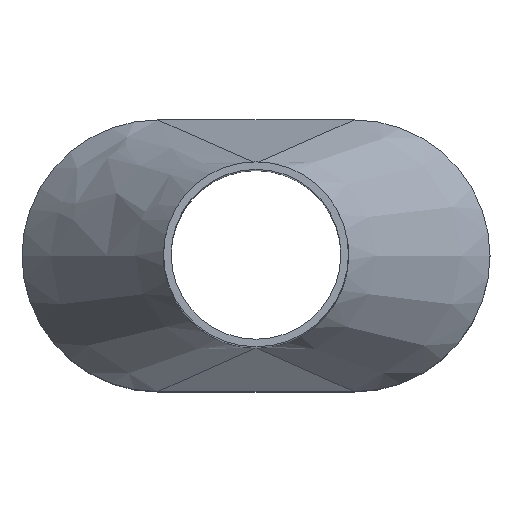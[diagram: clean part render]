
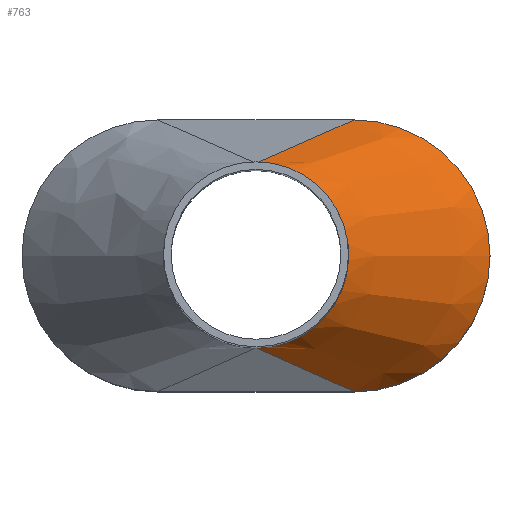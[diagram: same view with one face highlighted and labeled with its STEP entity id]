
A CAD part, top view. The second image highlights one B-rep face of the part: STEP entity #763.
In plain terms, the highlighted free-form (B-spline) face has degree [5, 5] with [6, 9] control points.
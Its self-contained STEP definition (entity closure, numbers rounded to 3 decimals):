
#222=AXIS2_PLACEMENT_3D('Circle Axis2P3D',#220,#221,$) ;
#217=CARTESIAN_POINT('Vertex',(8.8,7.2,6.6)) ;
#220=CARTESIAN_POINT('Axis2P3D Location',(8.8,3.6,6.6)) ;
#224=CARTESIAN_POINT('Vertex',(8.8,0.,6.6)) ;
#567=CARTESIAN_POINT('Vertex',(6.205,6.05,11.)) ;
#570=CARTESIAN_POINT('Line Origine',(7.503,6.625,8.8)) ;
#591=CARTESIAN_POINT('Vertex',(6.205,1.15,11.)) ;
#595=CARTESIAN_POINT('Control Point',(6.205,1.15,11.)) ;
#596=CARTESIAN_POINT('Control Point',(6.515,1.15,11.)) ;
#597=CARTESIAN_POINT('Control Point',(6.824,1.199,11.)) ;
#598=CARTESIAN_POINT('Control Point',(7.124,1.297,11.)) ;
#599=CARTESIAN_POINT('Control Point',(7.682,1.584,11.)) ;
#600=CARTESIAN_POINT('Control Point',(8.124,2.029,11.)) ;
#601=CARTESIAN_POINT('Control Point',(8.308,2.286,11.)) ;
#602=CARTESIAN_POINT('Control Point',(8.588,2.847,11.)) ;
#603=CARTESIAN_POINT('Control Point',(8.681,3.468,11.)) ;
#604=CARTESIAN_POINT('Control Point',(8.678,3.784,11.)) ;
#605=CARTESIAN_POINT('Control Point',(8.572,4.402,11.)) ;
#606=CARTESIAN_POINT('Control Point',(8.28,4.958,11.)) ;
#607=CARTESIAN_POINT('Control Point',(8.091,5.21,11.)) ;
#608=CARTESIAN_POINT('Control Point',(7.647,5.639,11.)) ;
#609=CARTESIAN_POINT('Control Point',(7.094,5.913,11.)) ;
#610=CARTESIAN_POINT('Control Point',(6.804,6.004,11.)) ;
#611=CARTESIAN_POINT('Control Point',(6.505,6.05,11.)) ;
#612=CARTESIAN_POINT('Control Point',(6.205,6.05,11.)) ;
#690=CARTESIAN_POINT('Line Origine',(7.503,0.575,8.8)) ;
#703=CARTESIAN_POINT('Control Point',(6.205,1.15,11.)) ;
#704=CARTESIAN_POINT('Control Point',(6.975,1.15,11.)) ;
#705=CARTESIAN_POINT('Control Point',(7.745,1.451,11.)) ;
#706=CARTESIAN_POINT('Control Point',(8.354,2.061,11.)) ;
#707=CARTESIAN_POINT('Control Point',(8.956,3.6,11.)) ;
#708=CARTESIAN_POINT('Control Point',(8.354,5.139,11.)) ;
#709=CARTESIAN_POINT('Control Point',(7.745,5.749,11.)) ;
#710=CARTESIAN_POINT('Control Point',(6.975,6.05,11.)) ;
#711=CARTESIAN_POINT('Control Point',(6.205,6.05,11.)) ;
#712=CARTESIAN_POINT('Control Point',(6.724,0.92,10.12)) ;
#713=CARTESIAN_POINT('Control Point',(7.566,0.92,10.12)) ;
#714=CARTESIAN_POINT('Control Point',(8.409,1.25,10.12)) ;
#715=CARTESIAN_POINT('Control Point',(9.074,1.916,10.12)) ;
#716=CARTESIAN_POINT('Control Point',(9.734,3.6,10.12)) ;
#717=CARTESIAN_POINT('Control Point',(9.074,5.284,10.12)) ;
#718=CARTESIAN_POINT('Control Point',(8.409,5.95,10.12)) ;
#719=CARTESIAN_POINT('Control Point',(7.566,6.28,10.12)) ;
#720=CARTESIAN_POINT('Control Point',(6.724,6.28,10.12)) ;
#721=CARTESIAN_POINT('Control Point',(7.243,0.69,9.24)) ;
#722=CARTESIAN_POINT('Control Point',(8.157,0.69,9.24)) ;
#723=CARTESIAN_POINT('Control Point',(9.072,1.048,9.24)) ;
#724=CARTESIAN_POINT('Control Point',(9.795,1.772,9.24)) ;
#725=CARTESIAN_POINT('Control Point',(10.511,3.6,9.24)) ;
#726=CARTESIAN_POINT('Control Point',(9.795,5.428,9.24)) ;
#727=CARTESIAN_POINT('Control Point',(9.072,6.152,9.24)) ;
#728=CARTESIAN_POINT('Control Point',(8.157,6.51,9.24)) ;
#729=CARTESIAN_POINT('Control Point',(7.243,6.51,9.24)) ;
#730=CARTESIAN_POINT('Control Point',(7.762,0.46,8.36)) ;
#731=CARTESIAN_POINT('Control Point',(8.748,0.46,8.36)) ;
#732=CARTESIAN_POINT('Control Point',(9.736,0.846,8.36)) ;
#733=CARTESIAN_POINT('Control Point',(10.516,1.627,8.36)) ;
#734=CARTESIAN_POINT('Control Point',(11.288,3.6,8.36)) ;
#735=CARTESIAN_POINT('Control Point',(10.516,5.573,8.36)) ;
#736=CARTESIAN_POINT('Control Point',(9.736,6.354,8.36)) ;
#737=CARTESIAN_POINT('Control Point',(8.748,6.74,8.36)) ;
#738=CARTESIAN_POINT('Control Point',(7.762,6.74,8.36)) ;
#739=CARTESIAN_POINT('Control Point',(8.281,0.23,7.48)) ;
#740=CARTESIAN_POINT('Control Point',(9.34,0.23,7.48)) ;
#741=CARTESIAN_POINT('Control Point',(10.399,0.645,7.48)) ;
#742=CARTESIAN_POINT('Control Point',(11.236,1.483,7.48)) ;
#743=CARTESIAN_POINT('Control Point',(12.066,3.6,7.48)) ;
#744=CARTESIAN_POINT('Control Point',(11.236,5.717,7.48)) ;
#745=CARTESIAN_POINT('Control Point',(10.399,6.555,7.48)) ;
#746=CARTESIAN_POINT('Control Point',(9.34,6.97,7.48)) ;
#747=CARTESIAN_POINT('Control Point',(8.281,6.97,7.48)) ;
#748=CARTESIAN_POINT('Control Point',(8.8,0.,6.6)) ;
#749=CARTESIAN_POINT('Control Point',(9.931,0.,6.6)) ;
#750=CARTESIAN_POINT('Control Point',(11.063,0.443,6.6)) ;
#751=CARTESIAN_POINT('Control Point',(11.957,1.338,6.6)) ;
#752=CARTESIAN_POINT('Control Point',(12.843,3.6,6.6)) ;
#753=CARTESIAN_POINT('Control Point',(11.957,5.862,6.6)) ;
#754=CARTESIAN_POINT('Control Point',(11.063,6.757,6.6)) ;
#755=CARTESIAN_POINT('Control Point',(9.931,7.2,6.6)) ;
#756=CARTESIAN_POINT('Control Point',(8.8,7.2,6.6)) ;
#221=DIRECTION('Axis2P3D Direction',(0.,-0.,1.)) ;
#571=DIRECTION('Vector Direction',(0.496,0.22,-0.84)) ;
#691=DIRECTION('Vector Direction',(0.496,-0.22,-0.84)) ;
#572=VECTOR('Line Direction',#571,1.) ;
#692=VECTOR('Line Direction',#691,1.) ;
#758=ORIENTED_EDGE('',*,*,#226,.T.) ;
#759=ORIENTED_EDGE('',*,*,#574,.F.) ;
#760=ORIENTED_EDGE('',*,*,#613,.F.) ;
#761=ORIENTED_EDGE('',*,*,#694,.T.) ;
#763=ADVANCED_FACE('S3D-Kragen',(#762),#702,.T.) ;
#594=B_SPLINE_CURVE_WITH_KNOTS('',5,(#595,#596,#597,#598,#599,#600,#601,#602,#603,#604,#605,#606,#607,#608,#609,#610,#611,#612),.UNSPECIFIED.,.F.,.U.,(6,3,3,3,3,6),(0.,2.19,4.382,6.573,8.765,10.883),.UNSPECIFIED.) ;
#702=B_SPLINE_SURFACE_WITH_KNOTS('',5,5,((#703,#704,#705,#706,#707,#708,#709,#710,#711),(#712,#713,#714,#715,#716,#717,#718,#719,#720),(#721,#722,#723,#724,#725,#726,#727,#728,#729),(#730,#731,#732,#733,#734,#735,#736,#737,#738),(#739,#740,#741,#742,#743,#744,#745,#746,#747),(#748,#749,#750,#751,#752,#753,#754,#755,#756)),.UNSPECIFIED.,.F.,.F.,.U.,(6,6),(6,3,6),(0.,5.49),(7.697,11.545,15.394),.UNSPECIFIED.) ;
#223=CIRCLE('generated circle',#222,3.6) ;
#226=EDGE_CURVE('',#225,#218,#223,.T.) ;
#574=EDGE_CURVE('',#568,#218,#573,.T.) ;
#613=EDGE_CURVE('',#592,#568,#594,.T.) ;
#694=EDGE_CURVE('',#592,#225,#693,.T.) ;
#757=EDGE_LOOP('',(#758,#759,#760,#761)) ;
#762=FACE_OUTER_BOUND('',#757,.T.) ;
#573=LINE('Line',#570,#572) ;
#693=LINE('Line',#690,#692) ;
#218=VERTEX_POINT('',#217) ;
#225=VERTEX_POINT('',#224) ;
#568=VERTEX_POINT('',#567) ;
#592=VERTEX_POINT('',#591) ;
